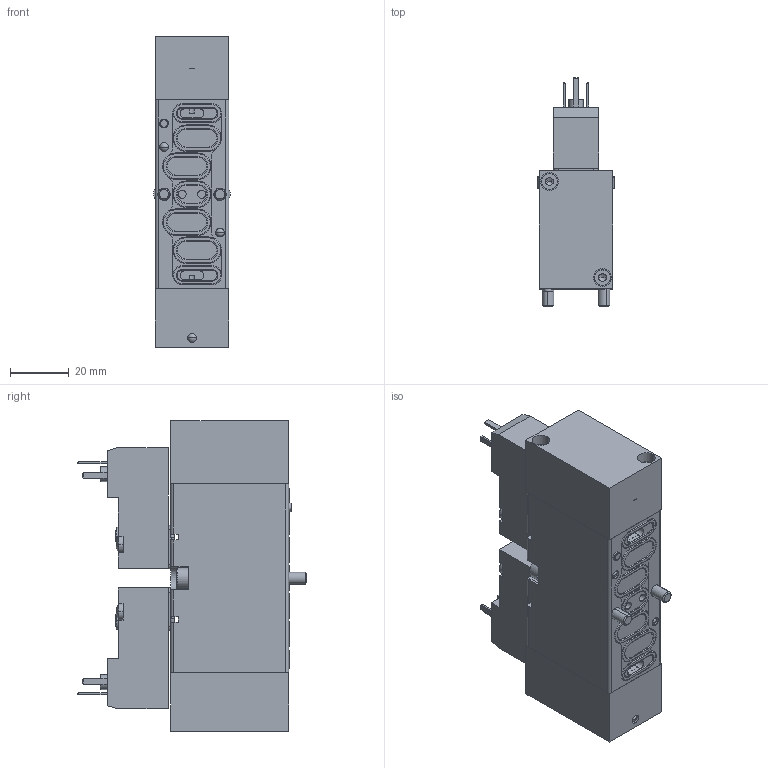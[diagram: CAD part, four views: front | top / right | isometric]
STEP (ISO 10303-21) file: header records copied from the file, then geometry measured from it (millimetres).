
FILE_DESCRIPTION (( 'STEP AP214' ), '1' );
FILE_NAME ('05_162_4.STEP', '2015-12-22T15:50:31', ( '' ), ( '' ), 'SwSTEP 2.0', 'SolidWorks 2016', '' );
FILE_SCHEMA (( 'AUTOMOTIVE_DESIGN' ));
Length unit declared in the file: millimetre
Products named in the file (1): 05_162_4
Bounding box: 25.99 x 77.6 x 105.5 mm (x, y, z)
Volume: 126991.6 mm3; surface area: 37216.1 mm2
Topology: 17 solids, 17 shells, 1102 faces, 2696 edges, 1638 vertices
Faces by surface type: plane 488, cylinder 360, torus 128, cone 72, bspline 38, sphere 16
Entity records: 36792 total; most frequent: CARTESIAN_POINT 8092, DIRECTION 5689, ORIENTED_EDGE 5276, EDGE_CURVE 2638, AXIS2_PLACEMENT_3D 2215, VERTEX_POINT 1626, VECTOR 1259, LINE 1259
